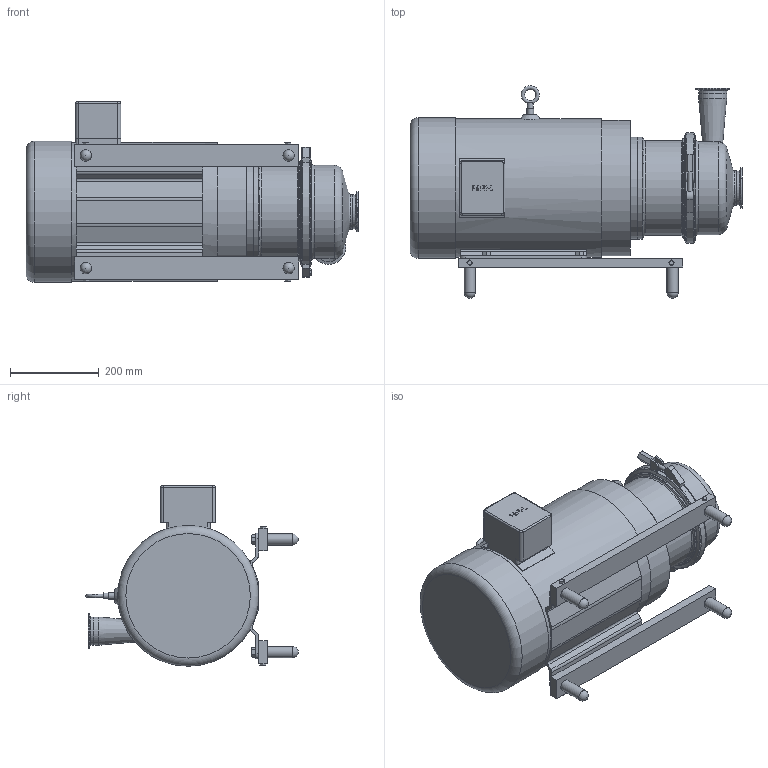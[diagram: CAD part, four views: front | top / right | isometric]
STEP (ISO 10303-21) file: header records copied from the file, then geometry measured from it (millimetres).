
FILE_DESCRIPTION(/* description */ (''),/* implementation_level */ '2;1');
FILE_NAME(/* name */ 'W+_W+35-55_256TC_3.0x2.5_S-Line_20HP_SM.stp',/* time_stamp */ '2020-11-03T15:13:11+06:00',/* author */ ('KRXREM'),/* organization */ (''),/* preprocessor_version */ 'ST-DEVELOPER v17',/* originating_system */ 'Autodesk Inventor 2018',/* authorisation */ '');
FILE_SCHEMA (('AUTOMOTIVE_DESIGN { 1 0 10303 214 3 1 1 }'));
Length unit declared in the file: inch
Products named in the file (1): W+_W+35-55_256TC_3.0x2.5_S-Line_20HP_SM
Bounding box: 748.54 x 478.79 x 406.91 mm (x, y, z)
Volume: 49667429.1 mm3; surface area: 1152261.2 mm2
Topology: 1 solids, 1 shells, 411 faces, 1125 edges, 738 vertices
Faces by surface type: plane 205, cone 77, cylinder 76, bspline 29, torus 20, sphere 4
Full cylindrical faces by diameter (mm): 6.35 x4, 10 x1, 12.813 x1, 15.375 x1, 25.4 x4, 25.451 x4, 45.7 x1, 60.198 x1, 63.5 x1, 63.627 x1, 71.984 x1, 76.327 x1, 77.47 x1, 90.907 x1, 210 x1, 214 x1, 215.9 x1, 225 x1, 230 x2, 240 x1, 304.8 x1, 312.674 x1, 317.5 x1
Entity records: 14025 total; most frequent: CARTESIAN_POINT 3480, ORIENTED_EDGE 2242, DIRECTION 2063, EDGE_CURVE 1121, AXIS2_PLACEMENT_3D 756, VERTEX_POINT 738, LINE 551, VECTOR 551
